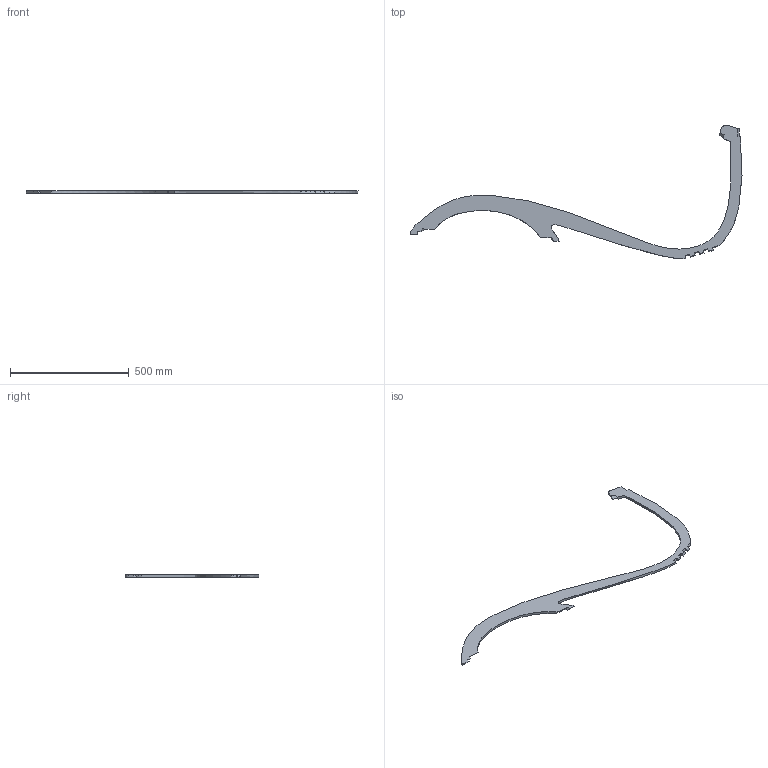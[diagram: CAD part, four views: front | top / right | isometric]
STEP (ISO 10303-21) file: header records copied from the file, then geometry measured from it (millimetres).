
FILE_DESCRIPTION (( 'STEP AP203' ), '1' );
FILE_NAME ('Right Side.STEP', '2012-11-06T02:16:16', ( '' ), ( '' ), 'SwSTEP 2.0', 'SolidWorks 2011', '' );
FILE_SCHEMA (( 'CONFIG_CONTROL_DESIGN' ));
Length unit declared in the file: millimetre
Products named in the file (1): Right Side
Bounding box: 1400.15 x 563.39 x 10 mm (x, y, z)
Volume: 1035700.5 mm3; surface area: 249002.1 mm2
Topology: 1 solids, 1 shells, 44 faces, 124 edges, 82 vertices
Faces by surface type: plane 35, bspline 5, cylinder 4
Entity records: 1569 total; most frequent: CARTESIAN_POINT 413, ORIENTED_EDGE 248, DIRECTION 188, EDGE_CURVE 124, LINE 94, VECTOR 94, VERTEX_POINT 82, AXIS2_PLACEMENT_3D 47
